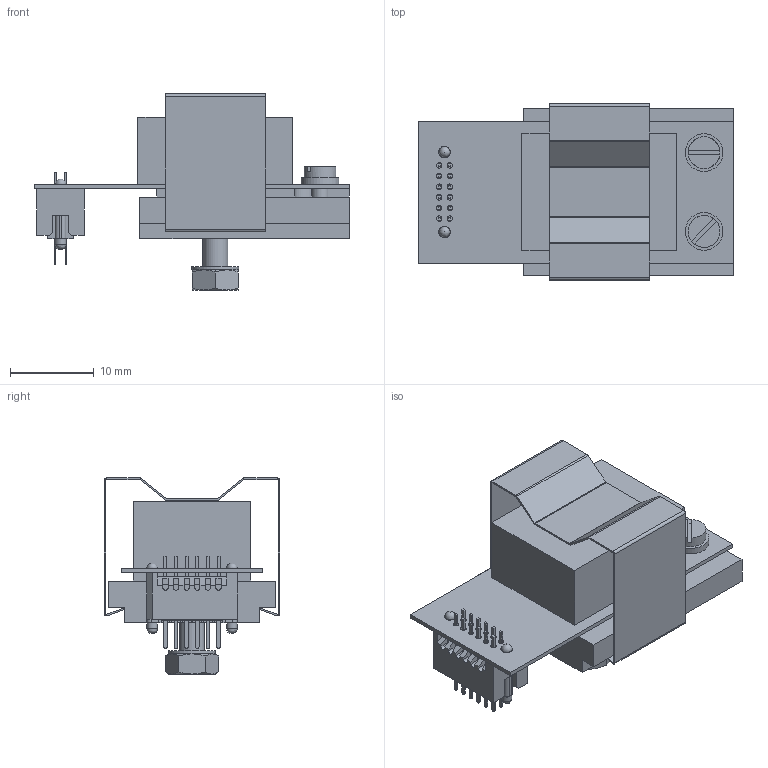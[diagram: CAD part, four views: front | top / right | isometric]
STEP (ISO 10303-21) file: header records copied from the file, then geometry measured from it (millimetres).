
FILE_DESCRIPTION(/* description */ (''),/* implementation_level */ '2;1');
FILE_NAME(/* name */ 'CERN_FEASTMP_V3_KIT.stp',/* time_stamp */ '2015-03-23T13:35:48+01:00',/* author */ ('admchouv'),/* organization */ (''),/* preprocessor_version */ 'ST-DEVELOPER v15.5',/* originating_system */ 'AutoCAD Mechanical',/* authorisation */ '');
FILE_SCHEMA (('AUTOMOTIVE_DESIGN { 1 0 10303 214 3 1 1 }'));
Length unit declared in the file: millimetre
Products named in the file (2): Vis M2; Product
Bounding box: 37.57 x 21 x 23.4 mm (x, y, z)
Volume: 5556.7 mm3; surface area: 7289.3 mm2
Topology: 42 solids, 42 shells, 565 faces, 1412 edges, 926 vertices
Faces by surface type: plane 440, cylinder 90, cone 28, torus 3, sphere 2, bspline 2
Full cylindrical faces by diameter (mm): 0.65 x12, 1.27 x4, 2 x6, 2.2 x2, 2.5 x2, 3 x1, 3.1 x1, 3.2 x1, 3.8 x4, 4.5 x2, 5.5 x2, 5.6 x1
Entity records: 16227 total; most frequent: CARTESIAN_POINT 2917, ORIENTED_EDGE 2662, DIRECTION 2636, EDGE_CURVE 1331, LINE 1062, VECTOR 1062, VERTEX_POINT 900, AXIS2_PLACEMENT_3D 787
